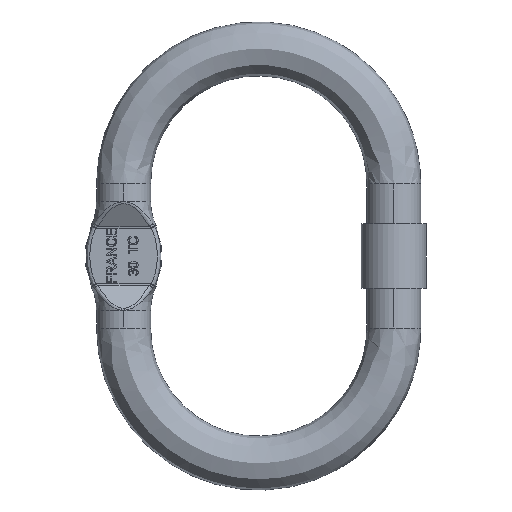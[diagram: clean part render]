
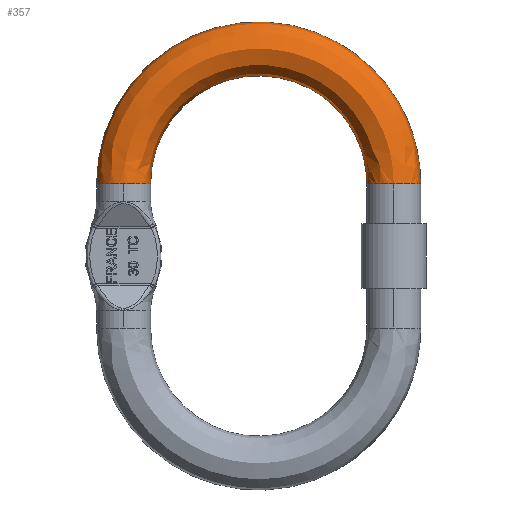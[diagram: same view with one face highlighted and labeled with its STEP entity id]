
A CAD part, top view. The second image highlights one B-rep face of the part: STEP entity #357.
In plain terms, the highlighted free-form (B-spline) face has degree [3, 3] with [7, 4] control points.
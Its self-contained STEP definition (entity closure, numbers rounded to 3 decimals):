
#357=ADVANCED_FACE('NONE',(#1027),#1028,.T.);
#1027=FACE_OUTER_BOUND('',#2260,.T.);
#1028=(B_SPLINE_SURFACE(3,3,((#2262,#2263,#2264,#2265),(#2266,#2267,#2268,#2269),(#2270,#2271,#2272,#2273),(#2274,#2275,#2276,#2277),(#2278,#2279,#2280,#2281),(#2282,#2283,#2284,#2285),(#2286,#2287,#2288,#2289)),.UNSPECIFIED.,.T.,.F.,.F.)B_SPLINE_SURFACE_WITH_KNOTS((4,3,4),(4,4),(0.0,0.5,1.0),(0.0,1.0),.UNSPECIFIED.)RATIONAL_B_SPLINE_SURFACE(((1.0,0.333,0.333,1.0),(0.333,0.111,0.111,0.333),(0.333,0.111,0.111,0.333),(1.0,0.333,0.333,1.0),(0.333,0.111,0.111,0.333),(0.333,0.111,0.111,0.333),(1.0,0.333,0.333,1.0)))BOUNDED_SURFACE()REPRESENTATION_ITEM('')GEOMETRIC_REPRESENTATION_ITEM()SURFACE());
#2260=EDGE_LOOP('',(#7807,#7808,#7809,#7810,#7811,#7812));
#2262=CARTESIAN_POINT('',(90.0,40.0,0.0));
#2263=CARTESIAN_POINT('',(90.0,220.,0.0));
#2264=CARTESIAN_POINT('',(-90.,220.,0.0));
#2265=CARTESIAN_POINT('',(-90.0,40.,0.0));
#2266=CARTESIAN_POINT('',(90.0,40.0,-30.0));
#2267=CARTESIAN_POINT('',(90.0,220.,-30.0));
#2268=CARTESIAN_POINT('',(-90.,220.,-30.0));
#2269=CARTESIAN_POINT('',(-90.0,40.,-30.0));
#2270=CARTESIAN_POINT('',(60.0,40.0,-30.0));
#2271=CARTESIAN_POINT('',(60.0,160.,-30.0));
#2272=CARTESIAN_POINT('',(-60.,160.,-30.0));
#2273=CARTESIAN_POINT('',(-60.0,40.,-30.0));
#2274=CARTESIAN_POINT('',(60.0,40.0,0.));
#2275=CARTESIAN_POINT('',(60.0,160.,0.));
#2276=CARTESIAN_POINT('',(-60.,160.,0.));
#2277=CARTESIAN_POINT('',(-60.0,40.,0.));
#2278=CARTESIAN_POINT('',(60.0,40.0,30.0));
#2279=CARTESIAN_POINT('',(60.0,160.,30.0));
#2280=CARTESIAN_POINT('',(-60.,160.,30.0));
#2281=CARTESIAN_POINT('',(-60.0,40.,30.0));
#2282=CARTESIAN_POINT('',(90.0,40.0,30.0));
#2283=CARTESIAN_POINT('',(90.0,220.,30.0));
#2284=CARTESIAN_POINT('',(-90.,220.,30.0));
#2285=CARTESIAN_POINT('',(-90.0,40.,30.0));
#2286=CARTESIAN_POINT('',(90.0,40.0,0.0));
#2287=CARTESIAN_POINT('',(90.0,220.,0.0));
#2288=CARTESIAN_POINT('',(-90.,220.,0.0));
#2289=CARTESIAN_POINT('',(-90.0,40.,0.0));
#7807=ORIENTED_EDGE('',*,*,#10410,.F.);
#7808=ORIENTED_EDGE('',*,*,#10411,.F.);
#7809=ORIENTED_EDGE('',*,*,#10412,.F.);
#7810=ORIENTED_EDGE('',*,*,#10413,.T.);
#7811=ORIENTED_EDGE('',*,*,#10414,.F.);
#7812=ORIENTED_EDGE('',*,*,#10415,.F.);
#10410=EDGE_CURVE('',#11610,#11611,#11612,.T.);
#10411=EDGE_CURVE('NONE',#11613,#11610,#11614,.T.);
#10412=EDGE_CURVE('NONE',#11615,#11613,#11616,.T.);
#10413=EDGE_CURVE('',#11615,#11617,#11618,.T.);
#10414=EDGE_CURVE('NONE',#11619,#11617,#11620,.T.);
#10415=EDGE_CURVE('NONE',#11611,#11619,#11621,.T.);
#11610=VERTEX_POINT('',#13652);
#11611=VERTEX_POINT('',#13653);
#11612=(B_SPLINE_CURVE(3,(#13655,#13656,#13657,#13658),.UNSPECIFIED.,.F.,.F.)B_SPLINE_CURVE_WITH_KNOTS((4,4),(-1.0,-0.0),.UNSPECIFIED.)RATIONAL_B_SPLINE_CURVE((1.0,0.333,0.333,1.0))BOUNDED_CURVE()REPRESENTATION_ITEM('')GEOMETRIC_REPRESENTATION_ITEM()CURVE());
#11613=VERTEX_POINT('NONE',#13665);
#11614=CIRCLE('',#13666,15.0);
#11615=VERTEX_POINT('',#13667);
#11616=CIRCLE('',#13668,15.0);
#11617=VERTEX_POINT('',#13669);
#11618=(B_SPLINE_CURVE(3,(#13671,#13672,#13673,#13674),.UNSPECIFIED.,.F.,.F.)B_SPLINE_CURVE_WITH_KNOTS((4,4),(-1.0,-0.0),.UNSPECIFIED.)RATIONAL_B_SPLINE_CURVE((1.0,0.333,0.333,1.0))BOUNDED_CURVE()REPRESENTATION_ITEM('')GEOMETRIC_REPRESENTATION_ITEM()CURVE());
#11619=VERTEX_POINT('',#13681);
#11620=CIRCLE('',#13682,15.0);
#11621=CIRCLE('',#13683,15.0);
#13652=CARTESIAN_POINT('',(-90.0,40.,0.0));
#13653=CARTESIAN_POINT('',(90.0,40.0,0.0));
#13655=CARTESIAN_POINT('',(-90.0,40.,0.0));
#13656=CARTESIAN_POINT('',(-90.,220.,0.0));
#13657=CARTESIAN_POINT('',(90.0,220.,0.0));
#13658=CARTESIAN_POINT('',(90.0,40.0,0.0));
#13665=CARTESIAN_POINT('',(-75.0,40.,15.0));
#13666=AXIS2_PLACEMENT_3D('',#19554,#19555,#19556);
#13667=CARTESIAN_POINT('',(-60.0,40.,0.));
#13668=AXIS2_PLACEMENT_3D('',#19557,#19558,#19559);
#13669=CARTESIAN_POINT('',(60.0,40.0,0.));
#13671=CARTESIAN_POINT('',(-60.0,40.,0.));
#13672=CARTESIAN_POINT('',(-60.,160.,0.));
#13673=CARTESIAN_POINT('',(60.0,160.,0.));
#13674=CARTESIAN_POINT('',(60.0,40.0,0.));
#13681=CARTESIAN_POINT('',(75.0,40.0,15.0));
#13682=AXIS2_PLACEMENT_3D('',#19560,#19561,#19562);
#13683=AXIS2_PLACEMENT_3D('',#19563,#19564,#19565);
#19554=CARTESIAN_POINT('',(-75.0,40.,0.0));
#19555=DIRECTION('',(0.0,-1.0,0.0));
#19556=DIRECTION('',(0.0,0.0,1.0));
#19557=CARTESIAN_POINT('',(-75.0,40.,0.0));
#19558=DIRECTION('',(0.0,-1.0,0.0));
#19559=DIRECTION('',(0.0,0.0,1.0));
#19560=CARTESIAN_POINT('',(75.0,40.0,0.0));
#19561=DIRECTION('',(0.0,-1.0,0.0));
#19562=DIRECTION('',(0.0,0.0,-1.0));
#19563=CARTESIAN_POINT('',(75.0,40.0,0.0));
#19564=DIRECTION('',(0.0,-1.0,0.0));
#19565=DIRECTION('',(0.0,0.0,-1.0));
